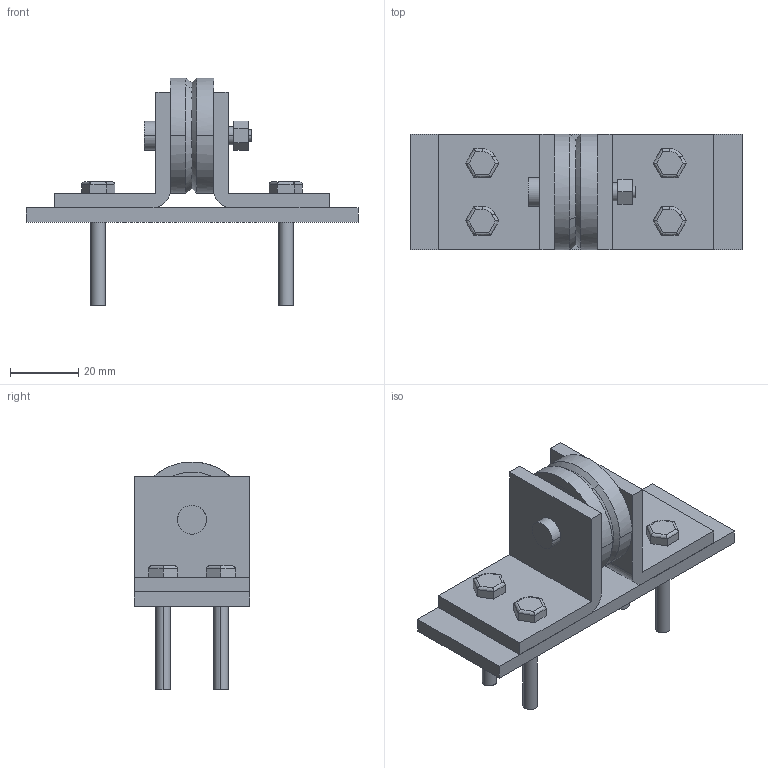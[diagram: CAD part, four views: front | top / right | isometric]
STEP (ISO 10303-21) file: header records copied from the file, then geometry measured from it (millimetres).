
FILE_DESCRIPTION(('FreeCAD Model'),'2;1');
FILE_NAME('Open CASCADE Shape Model','2025-05-08T00:00:43',('FreeCAD'),( 'FreeCAD'),'Open CASCADE STEP processor 7.6','FreeCAD','Unknown');
FILE_SCHEMA(('AUTOMOTIVE_DESIGN { 1 0 10303 214 1 1 1 1 }'));
Length unit declared in the file: millimetre
Products named in the file (1): Open CASCADE STEP translator 7.6 1
Bounding box: 96.95 x 33.72 x 66.57 mm (x, y, z)
Volume: 40179.7 mm3; surface area: 25633.9 mm2
Topology: 10 solids, 10 shells, 170 faces, 375 edges, 239 vertices
Faces by surface type: bspline 170
Entity records: 4948 total; most frequent: CARTESIAN_POINT 2655, ORIENTED_EDGE 750, EDGE_CURVE 375, B_SPLINE_CURVE_WITH_KNOTS 244, VERTEX_POINT 239, FACE_BOUND 200, EDGE_LOOP 200, ADVANCED_FACE 170
